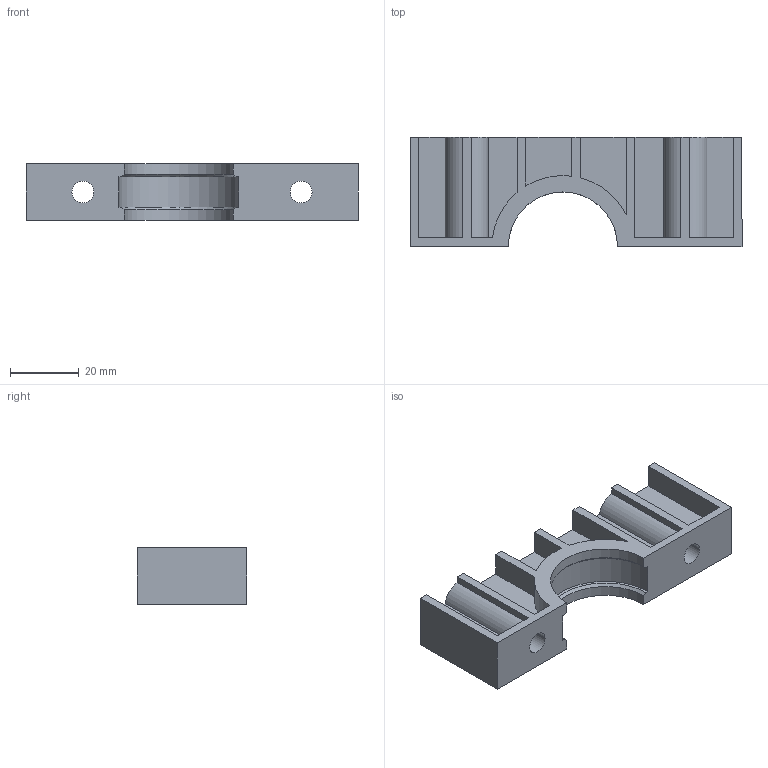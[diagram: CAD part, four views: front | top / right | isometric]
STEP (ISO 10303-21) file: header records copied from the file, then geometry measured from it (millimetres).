
FILE_DESCRIPTION((''),'2;1');
FILE_NAME('pillowblockhalf.stp','2003-01-19T15:45:38',('t8558es'),(''),'Autodesk Inventor (tm) 5.0','Autodesk Inventor (tm) 5.0','');
FILE_SCHEMA(('CONFIG_CONTROL_DESIGN'));
Length unit declared in the file: inch
Products named in the file (1): pillowblockhalf
Bounding box: 96.52 x 31.75 x 16.51 mm (x, y, z)
Volume: 19828.2 mm3; surface area: 14663.7 mm2
Topology: 1 solids, 1 shells, 76 faces, 222 edges, 148 vertices
Faces by surface type: plane 41, bspline 20, cylinder 13, cone 2
Entity records: 2719 total; most frequent: CARTESIAN_POINT 619, ORIENTED_EDGE 444, DIRECTION 380, EDGE_CURVE 222, VECTOR 178, LINE 178, VERTEX_POINT 148, AXIS2_PLACEMENT_3D 101
